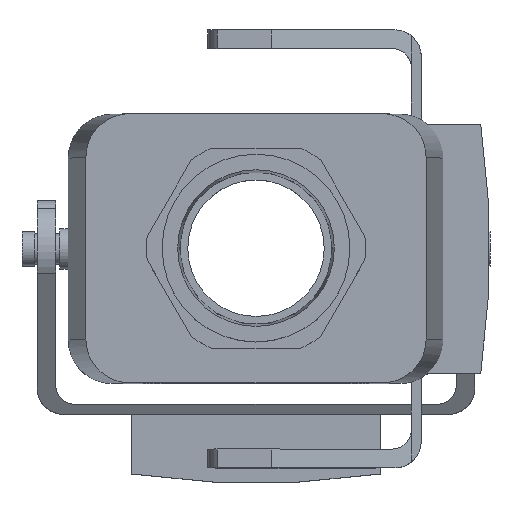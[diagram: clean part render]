
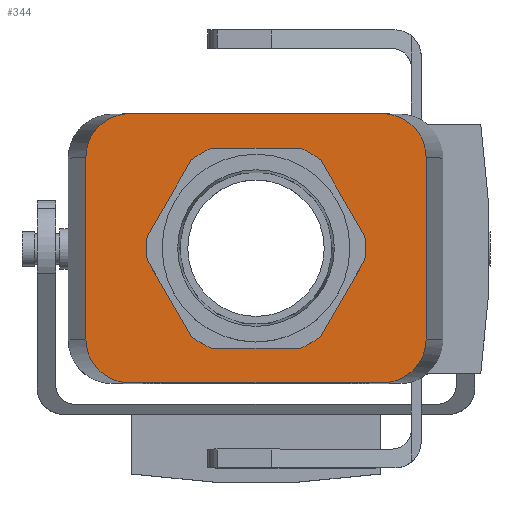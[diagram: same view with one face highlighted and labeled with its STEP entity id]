
A CAD part, top view. The second image highlights one B-rep face of the part: STEP entity #344.
In plain terms, the highlighted planar face has unit normal (0, 0, 1).
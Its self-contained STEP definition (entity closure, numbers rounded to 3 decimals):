
#344 = ADVANCED_FACE( '', ( #859, #860 ), #861, .T. );
#859 = FACE_BOUND( '', #1581, .T. );
#860 = FACE_OUTER_BOUND( '', #1582, .T. );
#861 = PLANE( '', #1583 );
#1581 = EDGE_LOOP( '', ( #2528 ) );
#1582 = EDGE_LOOP( '', ( #2529, #2530, #2531, #2532, #2533, #2534, #2535, #2536 ) );
#1583 = AXIS2_PLACEMENT_3D( '', #2537, #2538, #2539 );
#2528 = ORIENTED_EDGE( '', *, *, #4408, .F. );
#2529 = ORIENTED_EDGE( '', *, *, #4434, .T. );
#2530 = ORIENTED_EDGE( '', *, *, #4435, .T. );
#2531 = ORIENTED_EDGE( '', *, *, #4275, .F. );
#2532 = ORIENTED_EDGE( '', *, *, #4436, .F. );
#2533 = ORIENTED_EDGE( '', *, *, #4437, .T. );
#2534 = ORIENTED_EDGE( '', *, *, #4438, .F. );
#2535 = ORIENTED_EDGE( '', *, *, #4439, .F. );
#2536 = ORIENTED_EDGE( '', *, *, #4440, .T. );
#2537 = CARTESIAN_POINT( '', ( -27.2, 0., 72. ) );
#2538 = DIRECTION( '', ( 0., 0., 1. ) );
#2539 = DIRECTION( '', ( 1., 0., 0. ) );
#4275 = EDGE_CURVE( '', #5085, #5069, #5087, .T. );
#4408 = EDGE_CURVE( '', #5317, #5317, #5318, .T. );
#4434 = EDGE_CURVE( '', #5361, #5362, #5363, .T. );
#4435 = EDGE_CURVE( '', #5362, #5069, #5364, .T. );
#4436 = EDGE_CURVE( '', #5365, #5085, #5366, .T. );
#4437 = EDGE_CURVE( '', #5365, #5367, #5368, .T. );
#4438 = EDGE_CURVE( '', #5369, #5367, #5370, .T. );
#4439 = EDGE_CURVE( '', #5371, #5369, #5372, .T. );
#4440 = EDGE_CURVE( '', #5371, #5361, #5373, .T. );
#5069 = VERTEX_POINT( '', #6227 );
#5085 = VERTEX_POINT( '', #6250 );
#5087 = ELLIPSE( '', #6253, 7.01, 7. );
#5317 = VERTEX_POINT( '', #6569 );
#5318 = CIRCLE( '', #6570, 15.5 );
#5361 = VERTEX_POINT( '', #6625 );
#5362 = VERTEX_POINT( '', #6626 );
#5363 = ELLIPSE( '', #6627, 7.01, 7. );
#5364 = LINE( '', #6628, #6629 );
#5365 = VERTEX_POINT( '', #6630 );
#5366 = LINE( '', #6631, #6632 );
#5367 = VERTEX_POINT( '', #6633 );
#5368 = ELLIPSE( '', #6634, 7.01, 7. );
#5369 = VERTEX_POINT( '', #6635 );
#5370 = LINE( '', #6636, #6637 );
#5371 = VERTEX_POINT( '', #6638 );
#5372 = ELLIPSE( '', #6639, 7.01, 7. );
#5373 = LINE( '', #6640, #6641 );
#6227 = CARTESIAN_POINT( '', ( 20.19, -21.5, 72. ) );
#6250 = CARTESIAN_POINT( '', ( 27.2, -14.5, 72. ) );
#6253 = AXIS2_PLACEMENT_3D( '', #7850, #7851, #7852 );
#6569 = CARTESIAN_POINT( '', ( 15.5, 0., 72. ) );
#6570 = AXIS2_PLACEMENT_3D( '', #8012, #8013, #8014 );
#6625 = CARTESIAN_POINT( '', ( -27.2, -14.5, 72. ) );
#6626 = CARTESIAN_POINT( '', ( -20.19, -21.5, 72. ) );
#6627 = AXIS2_PLACEMENT_3D( '', #8046, #8047, #8048 );
#6628 = CARTESIAN_POINT( '', ( -27.2, -21.5, 72. ) );
#6629 = VECTOR( '', #8049, 1000. );
#6630 = CARTESIAN_POINT( '', ( 27.2, 14.5, 72. ) );
#6631 = CARTESIAN_POINT( '', ( 27.2, 0., 72. ) );
#6632 = VECTOR( '', #8050, 1000. );
#6633 = CARTESIAN_POINT( '', ( 20.19, 21.5, 72. ) );
#6634 = AXIS2_PLACEMENT_3D( '', #8051, #8052, #8053 );
#6635 = CARTESIAN_POINT( '', ( -20.19, 21.5, 72. ) );
#6636 = CARTESIAN_POINT( '', ( -27.2, 21.5, 72. ) );
#6637 = VECTOR( '', #8054, 1000. );
#6638 = CARTESIAN_POINT( '', ( -27.2, 14.5, 72. ) );
#6639 = AXIS2_PLACEMENT_3D( '', #8055, #8056, #8057 );
#6640 = CARTESIAN_POINT( '', ( -27.2, 0., 72. ) );
#6641 = VECTOR( '', #8058, 1000. );
#7850 = CARTESIAN_POINT( '', ( 20.19, -14.5, 72. ) );
#7851 = DIRECTION( '', ( 0., 0., -1. ) );
#7852 = DIRECTION( '', ( 1., 0., 0. ) );
#8012 = CARTESIAN_POINT( '', ( 0., 0., 72. ) );
#8013 = DIRECTION( '', ( 0., 0., 1. ) );
#8014 = DIRECTION( '', ( 1., 0., 0. ) );
#8046 = CARTESIAN_POINT( '', ( -20.19, -14.5, 72. ) );
#8047 = DIRECTION( '', ( 0., 0., 1. ) );
#8048 = DIRECTION( '', ( -1., 0., 0. ) );
#8049 = DIRECTION( '', ( 1., 0., 0. ) );
#8050 = DIRECTION( '', ( 0., -1., 0. ) );
#8051 = CARTESIAN_POINT( '', ( 20.19, 14.5, 72. ) );
#8052 = DIRECTION( '', ( 0., 0., 1. ) );
#8053 = DIRECTION( '', ( 1., 0., 0. ) );
#8054 = DIRECTION( '', ( 1., 0., 0. ) );
#8055 = CARTESIAN_POINT( '', ( -20.19, 14.5, 72. ) );
#8056 = DIRECTION( '', ( 0., 0., -1. ) );
#8057 = DIRECTION( '', ( -1., 0., 0. ) );
#8058 = DIRECTION( '', ( 0., -1., 0. ) );
